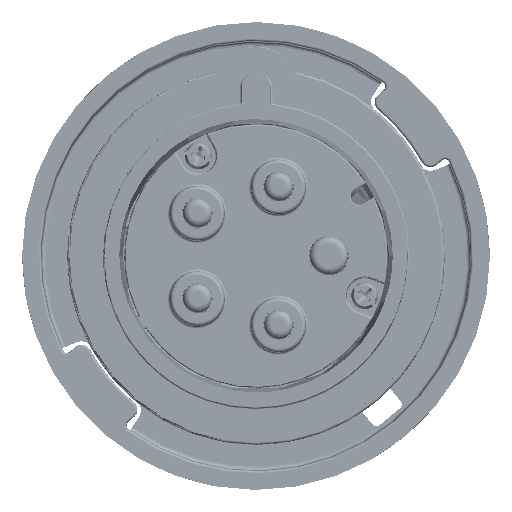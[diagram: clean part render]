
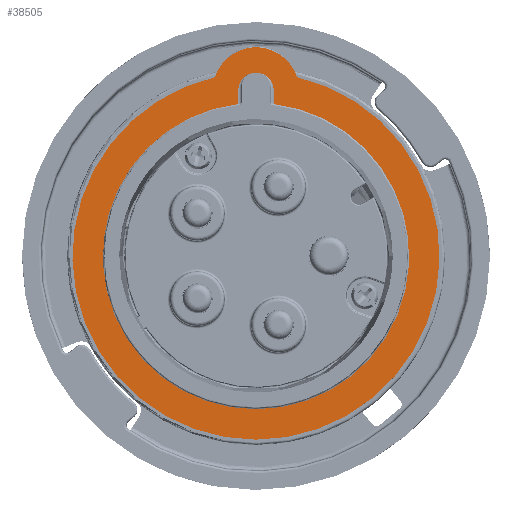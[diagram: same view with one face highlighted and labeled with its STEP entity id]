
A CAD part, top view. The second image highlights one B-rep face of the part: STEP entity #38505.
In plain terms, the highlighted face is planar.
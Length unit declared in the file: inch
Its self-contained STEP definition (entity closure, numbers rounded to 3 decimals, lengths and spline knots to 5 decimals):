
#1262 = CARTESIAN_POINT ( 'NONE',  ( -0.14567, 0.11811, 0. ) ) ;
#4291 = VECTOR ( 'NONE', #58332, 39.37008 ) ;
#6155 = CIRCLE ( 'NONE', #148610, 0.35433 ) ;
#6798 = DIRECTION ( 'NONE',  ( 0., 1., 0. ) ) ;
#8986 = VERTEX_POINT ( 'NONE', #131577 ) ;
#16375 = DIRECTION ( 'NONE',  ( 0., 0., -1. ) ) ;
#17332 = CARTESIAN_POINT ( 'NONE',  ( 0., 0.11811, 0. ) ) ;
#21342 = CARTESIAN_POINT ( 'NONE',  ( 0., 0.11811, 0. ) ) ;
#27009 = DIRECTION ( 'NONE',  ( 0., 0., 1. ) ) ;
#28017 = VERTEX_POINT ( 'NONE', #143851 ) ;
#38505 = ADVANCED_FACE ( 'NONE', ( #120096, #164582 ), #53544, .T. ) ;
#42614 = EDGE_CURVE ( 'NONE', #65562, #8986, #6155, .T. ) ;
#48158 = CARTESIAN_POINT ( 'NONE',  ( 0., 0.11811, -1.258 ) ) ;
#49454 = AXIS2_PLACEMENT_3D ( 'NONE', #95111, #181186, #153938 ) ;
#50478 = DIRECTION ( 'NONE',  ( 0., 0., 1. ) ) ;
#53100 = CIRCLE ( 'NONE', #183863, 1.50787 ) ;
#53123 = CARTESIAN_POINT ( 'NONE',  ( 0., 0.11811, 1.36067 ) ) ;
#53544 = PLANE ( 'NONE',  #49454 ) ;
#56373 = EDGE_LOOP ( 'NONE', ( #180792, #172010, #105451, #122382, #130194 ) ) ;
#58332 = DIRECTION ( 'NONE',  ( 0., 0., 1. ) ) ;
#60176 = EDGE_CURVE ( 'NONE', #83260, #116264, #61975, .T. ) ;
#61870 = AXIS2_PLACEMENT_3D ( 'NONE', #93704, #6798, #78211 ) ;
#61975 = LINE ( 'NONE', #1262, #4291 ) ;
#63194 = DIRECTION ( 'NONE',  ( 0., 0., 1. ) ) ;
#65562 = VERTEX_POINT ( 'NONE', #172554 ) ;
#66582 = ORIENTED_EDGE ( 'NONE', *, *, #132072, .T. ) ;
#66733 = LINE ( 'NONE', #114994, #181975 ) ;
#75031 = DIRECTION ( 'NONE',  ( 0., 1., 0. ) ) ;
#75210 = CIRCLE ( 'NONE', #135219, 1.50787 ) ;
#76822 = VERTEX_POINT ( 'NONE', #48158 ) ;
#77195 = CARTESIAN_POINT ( 'NONE',  ( 0., 0.11811, 1.36067 ) ) ;
#78211 = DIRECTION ( 'NONE',  ( 0., 0., 1. ) ) ;
#78593 = EDGE_CURVE ( 'NONE', #28017, #76822, #107677, .T. ) ;
#81962 = EDGE_CURVE ( 'NONE', #76822, #83260, #155692, .T. ) ;
#83127 = CARTESIAN_POINT ( 'NONE',  ( 0.14567, 0.11811, 1.36067 ) ) ;
#83260 = VERTEX_POINT ( 'NONE', #126959 ) ;
#89014 = DIRECTION ( 'NONE',  ( 0., 0., 1. ) ) ;
#93704 = CARTESIAN_POINT ( 'NONE',  ( 0., 0.11811, 0. ) ) ;
#95111 = CARTESIAN_POINT ( 'NONE',  ( 0., 0.11811, 0. ) ) ;
#101687 = DIRECTION ( 'NONE',  ( 0., 0., 1. ) ) ;
#104413 = ORIENTED_EDGE ( 'NONE', *, *, #169529, .T. ) ;
#105451 = ORIENTED_EDGE ( 'NONE', *, *, #81962, .F. ) ;
#105983 = DIRECTION ( 'NONE',  ( 0., 1., 0. ) ) ;
#107677 = CIRCLE ( 'NONE', #61870, 1.258 ) ;
#108734 = DIRECTION ( 'NONE',  ( 0., 1., 0. ) ) ;
#109848 = EDGE_CURVE ( 'NONE', #116264, #149685, #123154, .T. ) ;
#111087 = VERTEX_POINT ( 'NONE', #153441 ) ;
#114994 = CARTESIAN_POINT ( 'NONE',  ( 0.14567, 0.11811, 0. ) ) ;
#116264 = VERTEX_POINT ( 'NONE', #146159 ) ;
#117482 = DIRECTION ( 'NONE',  ( 0., 1., 0. ) ) ;
#120096 = FACE_BOUND ( 'NONE', #56373, .T. ) ;
#121540 = CARTESIAN_POINT ( 'NONE',  ( 0., 0.11811, 0. ) ) ;
#122382 = ORIENTED_EDGE ( 'NONE', *, *, #78593, .F. ) ;
#123154 = CIRCLE ( 'NONE', #157422, 0.14567 ) ;
#126959 = CARTESIAN_POINT ( 'NONE',  ( -0.14567, 0.11811, 1.24954 ) ) ;
#130194 = ORIENTED_EDGE ( 'NONE', *, *, #179561, .F. ) ;
#131577 = CARTESIAN_POINT ( 'NONE',  ( 0.33714, 0.11811, 1.4697 ) ) ;
#132072 = EDGE_CURVE ( 'NONE', #111087, #65562, #75210, .T. ) ;
#135219 = AXIS2_PLACEMENT_3D ( 'NONE', #121540, #105983, #63194 ) ;
#140502 = DIRECTION ( 'NONE',  ( 0., 1., 0. ) ) ;
#143851 = CARTESIAN_POINT ( 'NONE',  ( 0.14567, 0.11811, 1.24954 ) ) ;
#146159 = CARTESIAN_POINT ( 'NONE',  ( -0.14567, 0.11811, 1.36067 ) ) ;
#148610 = AXIS2_PLACEMENT_3D ( 'NONE', #77195, #117482, #89014 ) ;
#149685 = VERTEX_POINT ( 'NONE', #83127 ) ;
#153441 = CARTESIAN_POINT ( 'NONE',  ( 0., 0.11811, -1.50787 ) ) ;
#153938 = DIRECTION ( 'NONE',  ( 0., 0., 1. ) ) ;
#155692 = CIRCLE ( 'NONE', #165675, 1.258 ) ;
#157422 = AXIS2_PLACEMENT_3D ( 'NONE', #53123, #140502, #27009 ) ;
#164582 = FACE_OUTER_BOUND ( 'NONE', #166219, .T. ) ;
#165675 = AXIS2_PLACEMENT_3D ( 'NONE', #17332, #75031, #101687 ) ;
#166219 = EDGE_LOOP ( 'NONE', ( #104413, #66582, #183132 ) ) ;
#169529 = EDGE_CURVE ( 'NONE', #8986, #111087, #53100, .T. ) ;
#172010 = ORIENTED_EDGE ( 'NONE', *, *, #60176, .F. ) ;
#172554 = CARTESIAN_POINT ( 'NONE',  ( -0.33714, 0.11811, 1.4697 ) ) ;
#179561 = EDGE_CURVE ( 'NONE', #149685, #28017, #66733, .T. ) ;
#180792 = ORIENTED_EDGE ( 'NONE', *, *, #109848, .F. ) ;
#181186 = DIRECTION ( 'NONE',  ( 0., 1., 0. ) ) ;
#181975 = VECTOR ( 'NONE', #16375, 39.37008 ) ;
#183132 = ORIENTED_EDGE ( 'NONE', *, *, #42614, .T. ) ;
#183863 = AXIS2_PLACEMENT_3D ( 'NONE', #21342, #108734, #50478 ) ;
